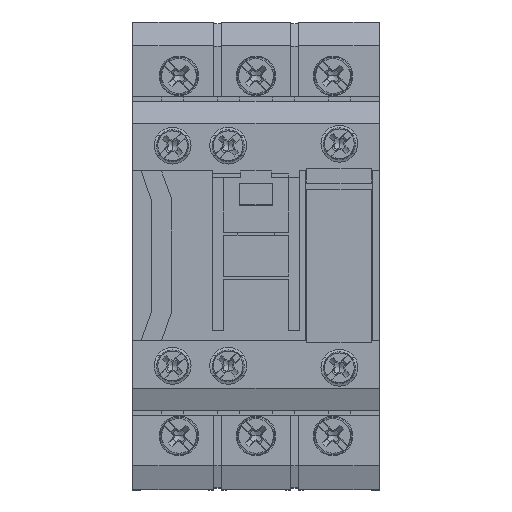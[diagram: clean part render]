
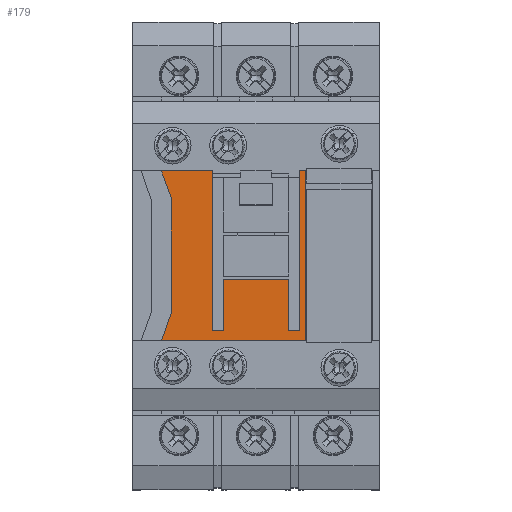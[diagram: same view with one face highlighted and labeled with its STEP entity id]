
A CAD part, top view. The second image highlights one B-rep face of the part: STEP entity #179.
In plain terms, the highlighted planar face has unit normal (0, 0, 1).
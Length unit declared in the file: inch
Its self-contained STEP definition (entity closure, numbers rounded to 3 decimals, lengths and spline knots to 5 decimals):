
#179 = ADVANCED_FACE ( 'NONE', ( #31906 ), #57722, .T. ) ;
#581 = EDGE_CURVE ( 'NONE', #14140, #7449, #7105, .T. ) ;
#2705 = DIRECTION ( 'NONE',  ( 1., 0., 0. ) ) ;
#3317 = DIRECTION ( 'NONE',  ( -1., 0., 0. ) ) ;
#3627 = CARTESIAN_POINT ( 'NONE',  ( -0.6762, -0.6063, 3.66142 ) ) ;
#5904 = EDGE_CURVE ( 'NONE', #27866, #7449, #20584, .T. ) ;
#6087 = EDGE_CURVE ( 'NONE', #62131, #14140, #12470, .T. ) ;
#7105 = LINE ( 'NONE', #78645, #9504 ) ;
#7449 = VERTEX_POINT ( 'NONE', #20395 ) ;
#8283 = DIRECTION ( 'NONE',  ( -1., 0., 0. ) ) ;
#8612 = CARTESIAN_POINT ( 'NONE',  ( -0.6063, -0.41426, 3.66142 ) ) ;
#8711 = VERTEX_POINT ( 'NONE', #78713 ) ;
#9504 = VECTOR ( 'NONE', #20637, 39.37008 ) ;
#10191 = EDGE_CURVE ( 'NONE', #49217, #19273, #82913, .T. ) ;
#12414 = DIRECTION ( 'NONE',  ( -1., 0., 0. ) ) ;
#12470 = LINE ( 'NONE', #82775, #51026 ) ;
#12756 = CARTESIAN_POINT ( 'NONE',  ( -0.6762, 0.6063, 3.66142 ) ) ;
#14114 = VECTOR ( 'NONE', #80124, 39.37008 ) ;
#14140 = VERTEX_POINT ( 'NONE', #18900 ) ;
#15403 = EDGE_CURVE ( 'NONE', #49345, #8711, #57867, .T. ) ;
#15577 = CARTESIAN_POINT ( 'NONE',  ( 0.35236, 0.6063, 3.66142 ) ) ;
#16407 = VERTEX_POINT ( 'NONE', #19383 ) ;
#16933 = CARTESIAN_POINT ( 'NONE',  ( 0.23425, -0.53543, 3.66142 ) ) ;
#18400 = DIRECTION ( 'NONE',  ( 1., 0., 0. ) ) ;
#18758 = CARTESIAN_POINT ( 'NONE',  ( -0.88189, -1.10433, 3.66142 ) ) ;
#18900 = CARTESIAN_POINT ( 'NONE',  ( 0.31299, -0.53543, 3.66142 ) ) ;
#19273 = VERTEX_POINT ( 'NONE', #78666 ) ;
#19383 = CARTESIAN_POINT ( 'NONE',  ( -0.6762, -0.6063, 3.66142 ) ) ;
#19709 = CARTESIAN_POINT ( 'NONE',  ( 0.23425, -0.16732, 3.66142 ) ) ;
#19793 = CARTESIAN_POINT ( 'NONE',  ( -0.23425, 0.55906, 3.66142 ) ) ;
#19907 = VECTOR ( 'NONE', #56355, 39.37008 ) ;
#20395 = CARTESIAN_POINT ( 'NONE',  ( 0.31299, 0.6063, 3.66142 ) ) ;
#20407 = VECTOR ( 'NONE', #34028, 39.37008 ) ;
#20498 = VECTOR ( 'NONE', #50738, 39.37008 ) ;
#20584 = LINE ( 'NONE', #59949, #45723 ) ;
#20637 = DIRECTION ( 'NONE',  ( 0., 1., 0. ) ) ;
#23368 = LINE ( 'NONE', #66999, #14114 ) ;
#23710 = VERTEX_POINT ( 'NONE', #31586 ) ;
#25083 = EDGE_CURVE ( 'NONE', #19273, #46392, #77730, .T. ) ;
#27866 = VERTEX_POINT ( 'NONE', #15577 ) ;
#28771 = VECTOR ( 'NONE', #58699, 39.37008 ) ;
#29316 = EDGE_CURVE ( 'NONE', #27866, #62308, #35397, .T. ) ;
#29499 = ORIENTED_EDGE ( 'NONE', *, *, #15403, .F. ) ;
#30105 = ORIENTED_EDGE ( 'NONE', *, *, #10191, .F. ) ;
#31484 = DIRECTION ( 'NONE',  ( 0., 0., 1. ) ) ;
#31586 = CARTESIAN_POINT ( 'NONE',  ( -0.6063, -0.41426, 3.66142 ) ) ;
#31906 = FACE_OUTER_BOUND ( 'NONE', #32434, .T. ) ;
#32434 = EDGE_LOOP ( 'NONE', ( #59713, #44405, #36291, #68556, #80929, #51581, #32635, #40134, #35364, #35976, #30105, #33765, #29499, #82758 ) ) ;
#32635 = ORIENTED_EDGE ( 'NONE', *, *, #581, .F. ) ;
#32861 = EDGE_CURVE ( 'NONE', #16407, #23710, #53618, .T. ) ;
#33150 = EDGE_CURVE ( 'NONE', #67838, #54410, #42809, .T. ) ;
#33554 = DIRECTION ( 'NONE',  ( -1., 0., 0. ) ) ;
#33765 = ORIENTED_EDGE ( 'NONE', *, *, #54188, .F. ) ;
#34028 = DIRECTION ( 'NONE',  ( 0., 1., 0. ) ) ;
#35364 = ORIENTED_EDGE ( 'NONE', *, *, #57387, .F. ) ;
#35382 = CARTESIAN_POINT ( 'NONE',  ( 0.35236, -0.6063, 3.66142 ) ) ;
#35397 = LINE ( 'NONE', #41736, #41958 ) ;
#35976 = ORIENTED_EDGE ( 'NONE', *, *, #25083, .F. ) ;
#36291 = ORIENTED_EDGE ( 'NONE', *, *, #32861, .F. ) ;
#40134 = ORIENTED_EDGE ( 'NONE', *, *, #6087, .F. ) ;
#41544 = VECTOR ( 'NONE', #42588, 39.37008 ) ;
#41736 = CARTESIAN_POINT ( 'NONE',  ( 0.35236, 0.55906, 3.66142 ) ) ;
#41958 = VECTOR ( 'NONE', #80276, 39.37008 ) ;
#42588 = DIRECTION ( 'NONE',  ( 0.342, 0.94, 0. ) ) ;
#42809 = LINE ( 'NONE', #81757, #19907 ) ;
#44405 = ORIENTED_EDGE ( 'NONE', *, *, #50463, .F. ) ;
#45498 = LINE ( 'NONE', #8612, #20407 ) ;
#45723 = VECTOR ( 'NONE', #8283, 39.37008 ) ;
#46392 = VERTEX_POINT ( 'NONE', #76339 ) ;
#48085 = VECTOR ( 'NONE', #80191, 39.37008 ) ;
#49217 = VERTEX_POINT ( 'NONE', #50593 ) ;
#49345 = VERTEX_POINT ( 'NONE', #66186 ) ;
#50463 = EDGE_CURVE ( 'NONE', #23710, #67838, #45498, .T. ) ;
#50593 = CARTESIAN_POINT ( 'NONE',  ( -0.23425, -0.53543, 3.66142 ) ) ;
#50738 = DIRECTION ( 'NONE',  ( 0., 1., 0. ) ) ;
#50998 = VECTOR ( 'NONE', #33554, 39.37008 ) ;
#51026 = VECTOR ( 'NONE', #18400, 39.37008 ) ;
#51581 = ORIENTED_EDGE ( 'NONE', *, *, #5904, .T. ) ;
#52617 = LINE ( 'NONE', #60217, #50998 ) ;
#52801 = AXIS2_PLACEMENT_3D ( 'NONE', #18758, #31484, #12414 ) ;
#53618 = LINE ( 'NONE', #3627, #41544 ) ;
#54188 = EDGE_CURVE ( 'NONE', #8711, #49217, #23368, .T. ) ;
#54410 = VERTEX_POINT ( 'NONE', #12756 ) ;
#56355 = DIRECTION ( 'NONE',  ( -0.342, 0.94, 0. ) ) ;
#57387 = EDGE_CURVE ( 'NONE', #46392, #62131, #75093, .T. ) ;
#57722 = PLANE ( 'NONE',  #52801 ) ;
#57867 = LINE ( 'NONE', #82876, #28771 ) ;
#58699 = DIRECTION ( 'NONE',  ( 0., -1., 0. ) ) ;
#58778 = EDGE_CURVE ( 'NONE', #49345, #54410, #52617, .T. ) ;
#59713 = ORIENTED_EDGE ( 'NONE', *, *, #33150, .F. ) ;
#59949 = CARTESIAN_POINT ( 'NONE',  ( 0.88189, 0.6063, 3.66142 ) ) ;
#60217 = CARTESIAN_POINT ( 'NONE',  ( 0.88189, 0.6063, 3.66142 ) ) ;
#60501 = CARTESIAN_POINT ( 'NONE',  ( 0.88189, -0.6063, 3.66142 ) ) ;
#61307 = VECTOR ( 'NONE', #3317, 39.37008 ) ;
#62131 = VERTEX_POINT ( 'NONE', #16933 ) ;
#62308 = VERTEX_POINT ( 'NONE', #35382 ) ;
#66186 = CARTESIAN_POINT ( 'NONE',  ( -0.31299, 0.6063, 3.66142 ) ) ;
#66856 = EDGE_CURVE ( 'NONE', #62308, #16407, #73194, .T. ) ;
#66999 = CARTESIAN_POINT ( 'NONE',  ( -0.23425, -0.53543, 3.66142 ) ) ;
#67476 = CARTESIAN_POINT ( 'NONE',  ( 0.23425, 0.55906, 3.66142 ) ) ;
#67838 = VERTEX_POINT ( 'NONE', #76879 ) ;
#68556 = ORIENTED_EDGE ( 'NONE', *, *, #66856, .F. ) ;
#73194 = LINE ( 'NONE', #60501, #61307 ) ;
#73901 = VECTOR ( 'NONE', #2705, 39.37008 ) ;
#75093 = LINE ( 'NONE', #67476, #48085 ) ;
#76339 = CARTESIAN_POINT ( 'NONE',  ( 0.23425, -0.16732, 3.66142 ) ) ;
#76879 = CARTESIAN_POINT ( 'NONE',  ( -0.6063, 0.41426, 3.66142 ) ) ;
#77730 = LINE ( 'NONE', #19709, #73901 ) ;
#78645 = CARTESIAN_POINT ( 'NONE',  ( 0.31299, -0.53543, 3.66142 ) ) ;
#78666 = CARTESIAN_POINT ( 'NONE',  ( -0.23425, -0.16732, 3.66142 ) ) ;
#78713 = CARTESIAN_POINT ( 'NONE',  ( -0.31299, -0.53543, 3.66142 ) ) ;
#80124 = DIRECTION ( 'NONE',  ( 1., 0., 0. ) ) ;
#80191 = DIRECTION ( 'NONE',  ( 0., -1., 0. ) ) ;
#80276 = DIRECTION ( 'NONE',  ( 0., -1., 0. ) ) ;
#80929 = ORIENTED_EDGE ( 'NONE', *, *, #29316, .F. ) ;
#81757 = CARTESIAN_POINT ( 'NONE',  ( -0.6063, 0.41426, 3.66142 ) ) ;
#82758 = ORIENTED_EDGE ( 'NONE', *, *, #58778, .T. ) ;
#82775 = CARTESIAN_POINT ( 'NONE',  ( 0.23425, -0.53543, 3.66142 ) ) ;
#82876 = CARTESIAN_POINT ( 'NONE',  ( -0.31299, -0.53543, 3.66142 ) ) ;
#82913 = LINE ( 'NONE', #19793, #20498 ) ;
